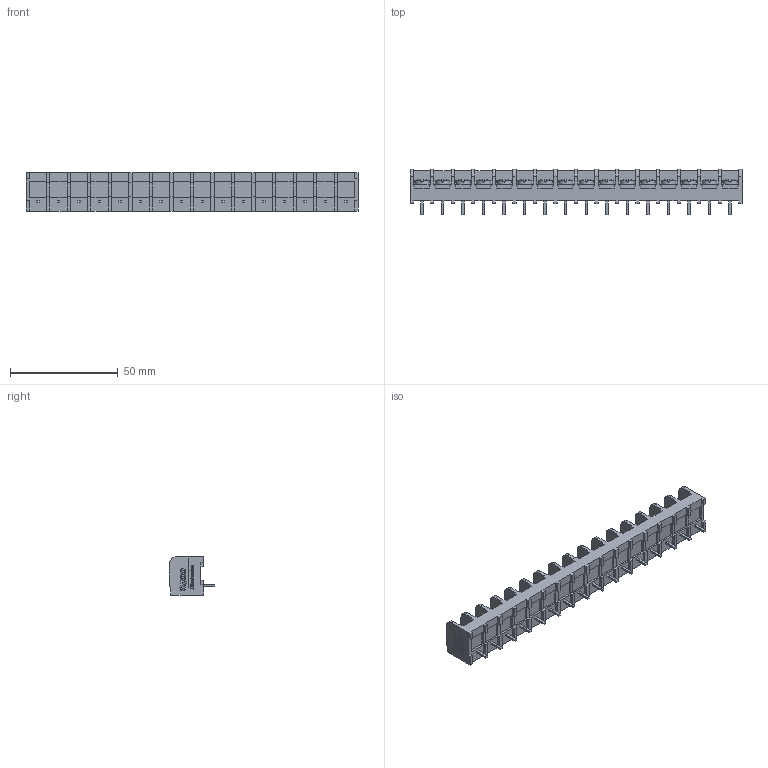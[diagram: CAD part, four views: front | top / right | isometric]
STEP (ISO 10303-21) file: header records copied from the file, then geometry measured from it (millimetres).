
FILE_DESCRIPTION((''),'2;1');
FILE_NAME('C-8-1437653-0','2009-10-14T',('workeradm'),(''),'PRO/ENGINEER BY PARAMETRIC TECHNOLOGY CORPORATION, 2008380','PRO/ENGINEER BY PARAMETRIC TECHNOLOGY CORPORATION, 2008380','');
FILE_SCHEMA(('AUTOMOTIVE_DESIGN { 1 0 10303 214 1 1 1 1 }'));
Length unit declared in the file: millimetre
Products named in the file (1): C-8-1437653-0
Bounding box: 153.95 x 20.95 x 17.78 mm (x, y, z)
Volume: 25290.6 mm3; surface area: 18506.3 mm2
Topology: 1 solids, 1 shells, 1357 faces, 3781 edges, 2510 vertices
Faces by surface type: plane 1133, extrusion 117, cylinder 75, sphere 32
Entity records: 43379 total; most frequent: CARTESIAN_POINT 8691, ORIENTED_EDGE 7562, DIRECTION 6390, EDGE_CURVE 3781, VECTOR 3418, LINE 3301, VERTEX_POINT 2510, AXIS2_PLACEMENT_3D 1486
